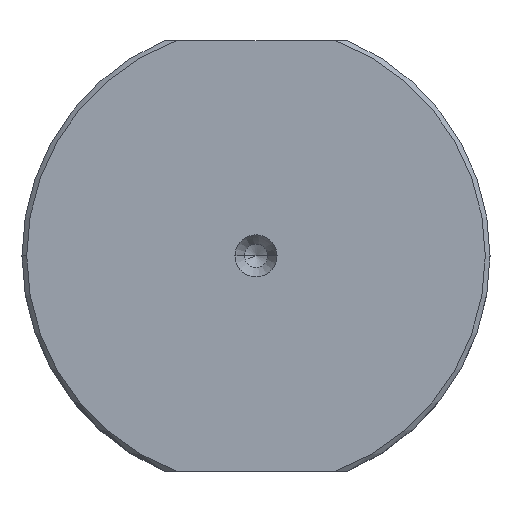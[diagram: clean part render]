
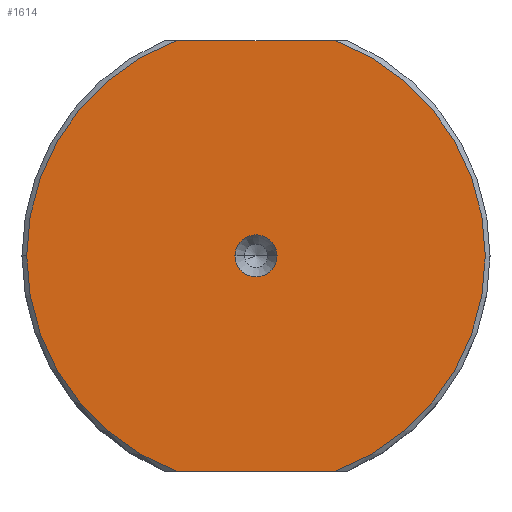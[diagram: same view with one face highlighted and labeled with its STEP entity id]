
A CAD part, top view. The second image highlights one B-rep face of the part: STEP entity #1614.
In plain terms, the highlighted planar face has unit normal (0, 0, 1).
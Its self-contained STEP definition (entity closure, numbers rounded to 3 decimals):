
#7 = EDGE_LOOP ( 'NONE', ( #2044, #982 ) ) ;
#30 = DIRECTION ( 'NONE',  ( 0., 0., 1. ) ) ;
#81 = ORIENTED_EDGE ( 'NONE', *, *, #1798, .T. ) ;
#95 = DIRECTION ( 'NONE',  ( 0., 0., 1. ) ) ;
#127 = EDGE_LOOP ( 'NONE', ( #1705, #81, #457, #2222, #1625 ) ) ;
#149 = DIRECTION ( 'NONE',  ( 0., 0., 1. ) ) ;
#177 = VECTOR ( 'NONE', #1200, 1000. ) ;
#184 = DIRECTION ( 'NONE',  ( 0., 0., 1. ) ) ;
#232 = CARTESIAN_POINT ( 'NONE',  ( 0., 0., 56. ) ) ;
#307 = AXIS2_PLACEMENT_3D ( 'NONE', #2746, #2119, #2346 ) ;
#441 = EDGE_CURVE ( 'NONE', #2186, #467, #1638, .T. ) ;
#457 = ORIENTED_EDGE ( 'NONE', *, *, #626, .T. ) ;
#467 = VERTEX_POINT ( 'NONE', #574 ) ;
#536 = CARTESIAN_POINT ( 'NONE',  ( 8.441, 23., 56. ) ) ;
#562 = FACE_OUTER_BOUND ( 'NONE', #127, .T. ) ;
#565 = CARTESIAN_POINT ( 'NONE',  ( 9.798, 23., 56. ) ) ;
#574 = CARTESIAN_POINT ( 'NONE',  ( -8.441, 23., 56. ) ) ;
#626 = EDGE_CURVE ( 'NONE', #2602, #2688, #1743, .T. ) ;
#647 = AXIS2_PLACEMENT_3D ( 'NONE', #1065, #30, #873 ) ;
#728 = VERTEX_POINT ( 'NONE', #1098 ) ;
#813 = AXIS2_PLACEMENT_3D ( 'NONE', #2564, #149, #1043 ) ;
#871 = VERTEX_POINT ( 'NONE', #1138 ) ;
#873 = DIRECTION ( 'NONE',  ( 1., 0., 0. ) ) ;
#930 = AXIS2_PLACEMENT_3D ( 'NONE', #1214, #184, #1254 ) ;
#953 = VERTEX_POINT ( 'NONE', #1188 ) ;
#958 = VECTOR ( 'NONE', #985, 1000. ) ;
#966 = EDGE_CURVE ( 'NONE', #2688, #953, #2258, .T. ) ;
#982 = ORIENTED_EDGE ( 'NONE', *, *, #1966, .F. ) ;
#985 = DIRECTION ( 'NONE',  ( -1., 0., 0. ) ) ;
#1043 = DIRECTION ( 'NONE',  ( 1., 0., 0. ) ) ;
#1065 = CARTESIAN_POINT ( 'NONE',  ( 0., 0., 56. ) ) ;
#1098 = CARTESIAN_POINT ( 'NONE',  ( -2.25, 0., 56. ) ) ;
#1121 = FACE_BOUND ( 'NONE', #7, .T. ) ;
#1138 = CARTESIAN_POINT ( 'NONE',  ( 2.25, 0., 56. ) ) ;
#1188 = CARTESIAN_POINT ( 'NONE',  ( 8.441, -23., 56. ) ) ;
#1200 = DIRECTION ( 'NONE',  ( 1., 0., 0. ) ) ;
#1214 = CARTESIAN_POINT ( 'NONE',  ( 0., 0., 56. ) ) ;
#1254 = DIRECTION ( 'NONE',  ( 1., 0., 0. ) ) ;
#1297 = CARTESIAN_POINT ( 'NONE',  ( -24.5, 0., 56. ) ) ;
#1515 = CARTESIAN_POINT ( 'NONE',  ( -8.441, -23., 56. ) ) ;
#1560 = CIRCLE ( 'NONE', #1714, 24.5 ) ;
#1614 = ADVANCED_FACE ( 'NONE', ( #562, #1121 ), #2085, .T. ) ;
#1625 = ORIENTED_EDGE ( 'NONE', *, *, #1758, .T. ) ;
#1638 = LINE ( 'NONE', #565, #958 ) ;
#1705 = ORIENTED_EDGE ( 'NONE', *, *, #441, .T. ) ;
#1714 = AXIS2_PLACEMENT_3D ( 'NONE', #232, #1783, #1974 ) ;
#1743 = CIRCLE ( 'NONE', #307, 24.5 ) ;
#1758 = EDGE_CURVE ( 'NONE', #953, #2186, #2397, .T. ) ;
#1778 = CIRCLE ( 'NONE', #813, 2.25 ) ;
#1783 = DIRECTION ( 'NONE',  ( 0., 0., 1. ) ) ;
#1798 = EDGE_CURVE ( 'NONE', #467, #2602, #1560, .T. ) ;
#1966 = EDGE_CURVE ( 'NONE', #871, #728, #2540, .T. ) ;
#1974 = DIRECTION ( 'NONE',  ( 1., 0., 0. ) ) ;
#2044 = ORIENTED_EDGE ( 'NONE', *, *, #2315, .F. ) ;
#2085 = PLANE ( 'NONE',  #930 ) ;
#2119 = DIRECTION ( 'NONE',  ( 0., 0., 1. ) ) ;
#2186 = VERTEX_POINT ( 'NONE', #536 ) ;
#2222 = ORIENTED_EDGE ( 'NONE', *, *, #966, .T. ) ;
#2258 = LINE ( 'NONE', #2316, #177 ) ;
#2315 = EDGE_CURVE ( 'NONE', #728, #871, #1778, .T. ) ;
#2316 = CARTESIAN_POINT ( 'NONE',  ( -9.798, -23., 56. ) ) ;
#2346 = DIRECTION ( 'NONE',  ( 1., 0., 0. ) ) ;
#2397 = CIRCLE ( 'NONE', #647, 24.5 ) ;
#2509 = CARTESIAN_POINT ( 'NONE',  ( 0., 0., 56. ) ) ;
#2532 = DIRECTION ( 'NONE',  ( 1., 0., 0. ) ) ;
#2540 = CIRCLE ( 'NONE', #2694, 2.25 ) ;
#2564 = CARTESIAN_POINT ( 'NONE',  ( 0., 0., 56. ) ) ;
#2602 = VERTEX_POINT ( 'NONE', #1297 ) ;
#2688 = VERTEX_POINT ( 'NONE', #1515 ) ;
#2694 = AXIS2_PLACEMENT_3D ( 'NONE', #2509, #95, #2532 ) ;
#2746 = CARTESIAN_POINT ( 'NONE',  ( 0., 0., 56. ) ) ;
